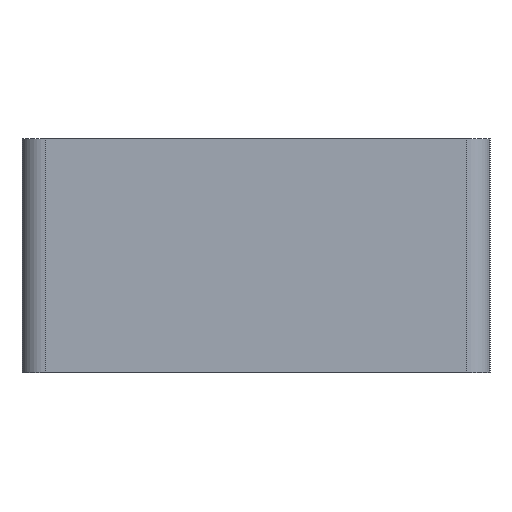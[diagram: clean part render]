
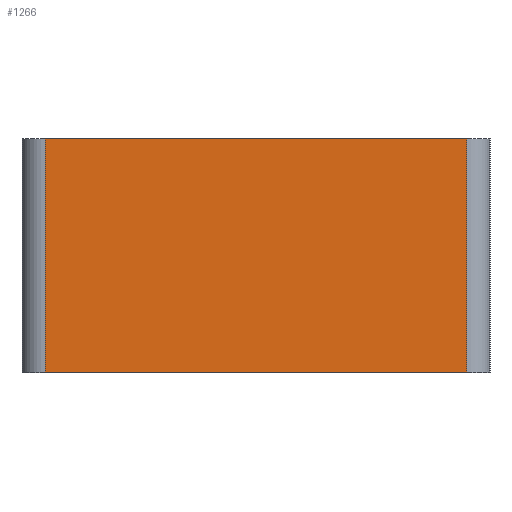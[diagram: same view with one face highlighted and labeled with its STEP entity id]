
A CAD part, left-side view. The second image highlights one B-rep face of the part: STEP entity #1266.
In plain terms, the highlighted planar face has unit normal (-1, 0, 0).
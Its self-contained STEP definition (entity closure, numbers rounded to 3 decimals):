
#54 = CARTESIAN_POINT ( 'NONE',  ( -13.5, -4.5, 0. ) ) ;
#66 = VECTOR ( 'NONE', #244, 1000. ) ;
#96 = ORIENTED_EDGE ( 'NONE', *, *, #1368, .T. ) ;
#130 = CARTESIAN_POINT ( 'NONE',  ( -13.5, 4.5, 5. ) ) ;
#148 = DIRECTION ( 'NONE',  ( 0., 0., -1. ) ) ;
#232 = AXIS2_PLACEMENT_3D ( 'NONE', #281, #404, #784 ) ;
#244 = DIRECTION ( 'NONE',  ( 0., -1., 0. ) ) ;
#273 = VERTEX_POINT ( 'NONE', #54 ) ;
#281 = CARTESIAN_POINT ( 'NONE',  ( -13.5, 5., 5. ) ) ;
#321 = CARTESIAN_POINT ( 'NONE',  ( -13.5, -4.5, 5. ) ) ;
#332 = LINE ( 'NONE', #984, #985 ) ;
#403 = LINE ( 'NONE', #1167, #66 ) ;
#404 = DIRECTION ( 'NONE',  ( 1., 0., 0. ) ) ;
#433 = DIRECTION ( 'NONE',  ( 0., 0., 1. ) ) ;
#457 = LINE ( 'NONE', #321, #747 ) ;
#532 = VERTEX_POINT ( 'NONE', #1624 ) ;
#655 = VERTEX_POINT ( 'NONE', #1234 ) ;
#747 = VECTOR ( 'NONE', #433, 1000. ) ;
#778 = PLANE ( 'NONE',  #232 ) ;
#784 = DIRECTION ( 'NONE',  ( 0., 0., -1. ) ) ;
#787 = CARTESIAN_POINT ( 'NONE',  ( -13.5, 4.5, 5. ) ) ;
#805 = EDGE_CURVE ( 'NONE', #1268, #532, #332, .T. ) ;
#863 = DIRECTION ( 'NONE',  ( 0., -1., 0. ) ) ;
#984 = CARTESIAN_POINT ( 'NONE',  ( -13.5, 5., 5. ) ) ;
#985 = VECTOR ( 'NONE', #863, 1000. ) ;
#1113 = LINE ( 'NONE', #130, #1358 ) ;
#1114 = EDGE_CURVE ( 'NONE', #655, #273, #403, .T. ) ;
#1118 = ORIENTED_EDGE ( 'NONE', *, *, #1114, .T. ) ;
#1145 = EDGE_CURVE ( 'NONE', #1268, #655, #1113, .T. ) ;
#1167 = CARTESIAN_POINT ( 'NONE',  ( -13.5, 5., 0. ) ) ;
#1195 = FACE_OUTER_BOUND ( 'NONE', #1546, .T. ) ;
#1234 = CARTESIAN_POINT ( 'NONE',  ( -13.5, 4.5, 0. ) ) ;
#1266 = ADVANCED_FACE ( 'NONE', ( #1195 ), #778, .F. ) ;
#1268 = VERTEX_POINT ( 'NONE', #787 ) ;
#1358 = VECTOR ( 'NONE', #148, 1000. ) ;
#1368 = EDGE_CURVE ( 'NONE', #273, #532, #457, .T. ) ;
#1369 = ORIENTED_EDGE ( 'NONE', *, *, #805, .F. ) ;
#1464 = ORIENTED_EDGE ( 'NONE', *, *, #1145, .T. ) ;
#1546 = EDGE_LOOP ( 'NONE', ( #1118, #96, #1369, #1464 ) ) ;
#1624 = CARTESIAN_POINT ( 'NONE',  ( -13.5, -4.5, 5. ) ) ;
